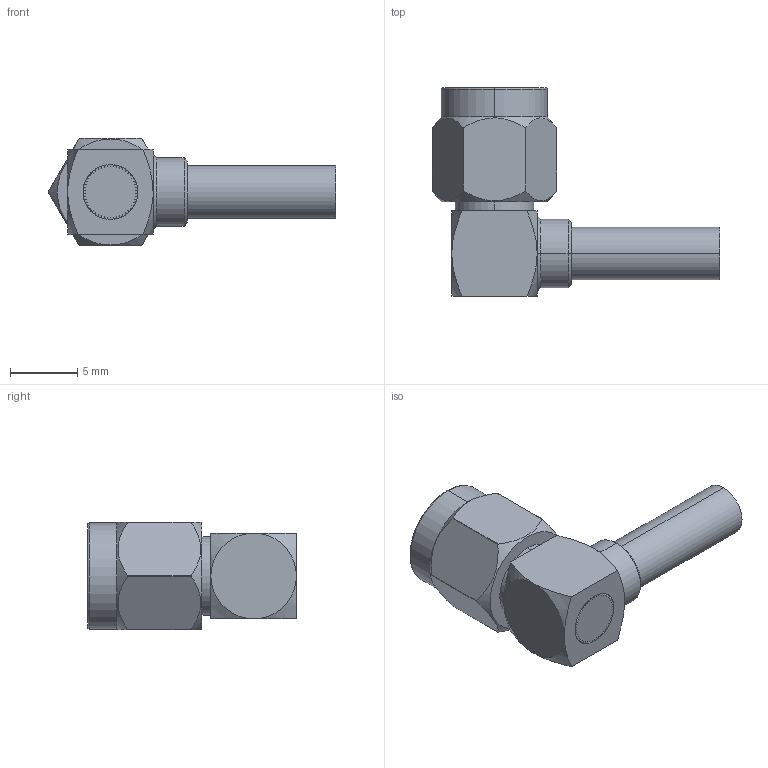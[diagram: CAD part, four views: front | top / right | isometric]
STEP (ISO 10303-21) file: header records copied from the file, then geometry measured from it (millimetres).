
FILE_DESCRIPTION (( 'STEP AP203' ), '1' );
FILE_NAME ('PE4009.step', '2019-07-02T22:28:01', ( '' ), ( '' ), 'SwSTEP 2.0', 'SolidWorks 2018', '' );
FILE_SCHEMA (( 'CONFIG_CONTROL_DESIGN' ));
Length unit declared in the file: inch
Products named in the file (1): PE4009
Bounding box: 21.32 x 15.5 x 8 mm (x, y, z)
Volume: 726.2 mm3; surface area: 1128.2 mm2
Topology: 3 solids, 3 shells, 300 faces, 827 edges, 544 vertices
Faces by surface type: plane 127, cylinder 94, cone 72, torus 4, bspline 3
Entity records: 10901 total; most frequent: CARTESIAN_POINT 3311, ORIENTED_EDGE 1654, DIRECTION 1497, EDGE_CURVE 827, VERTEX_POINT 544, AXIS2_PLACEMENT_3D 538, LINE 421, VECTOR 421
